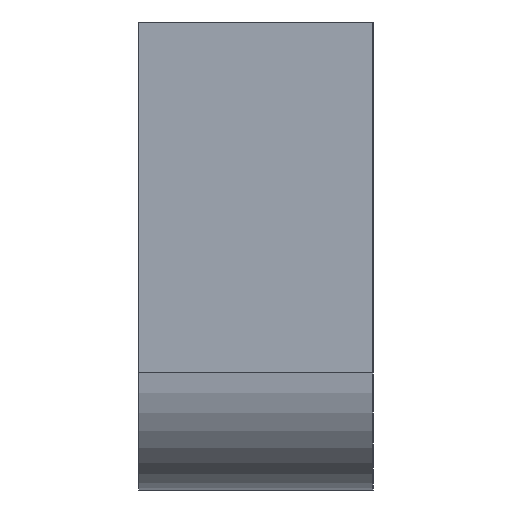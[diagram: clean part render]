
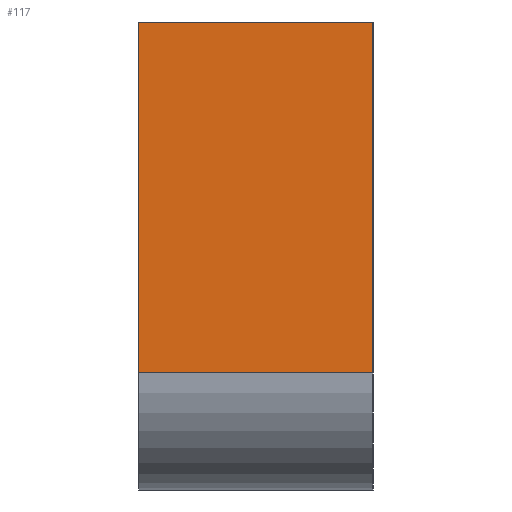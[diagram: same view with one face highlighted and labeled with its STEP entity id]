
A CAD part, left-side view. The second image highlights one B-rep face of the part: STEP entity #117.
In plain terms, the highlighted planar face has unit normal (-1, 0, 0).
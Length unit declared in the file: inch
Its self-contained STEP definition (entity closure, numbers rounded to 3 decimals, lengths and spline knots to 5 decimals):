
#24 = DIRECTION ( 'NONE',  ( 0., 0., -1. ) ) ;
#117 = ADVANCED_FACE ( 'NONE', ( #896 ), #1064, .F. ) ;
#198 = LINE ( 'NONE', #326, #1210 ) ;
#217 = ORIENTED_EDGE ( 'NONE', *, *, #1524, .T. ) ;
#258 = ORIENTED_EDGE ( 'NONE', *, *, #359, .F. ) ;
#291 = LINE ( 'NONE', #396, #592 ) ;
#326 = CARTESIAN_POINT ( 'NONE',  ( 0., 0.75, 0. ) ) ;
#354 = CARTESIAN_POINT ( 'NONE',  ( 0., 0., 0. ) ) ;
#359 = EDGE_CURVE ( 'NONE', #1167, #1047, #198, .T. ) ;
#396 = CARTESIAN_POINT ( 'NONE',  ( 0., 0.75, -1.125 ) ) ;
#573 = CARTESIAN_POINT ( 'NONE',  ( 0., 0., -1.125 ) ) ;
#592 = VECTOR ( 'NONE', #1341, 39.37008 ) ;
#609 = VECTOR ( 'NONE', #991, 39.37008 ) ;
#640 = CARTESIAN_POINT ( 'NONE',  ( 0., 0.75, -1.125 ) ) ;
#720 = EDGE_LOOP ( 'NONE', ( #258, #930, #217, #873 ) ) ;
#756 = LINE ( 'NONE', #864, #609 ) ;
#801 = AXIS2_PLACEMENT_3D ( 'NONE', #963, #1421, #24 ) ;
#802 = VERTEX_POINT ( 'NONE', #1110 ) ;
#844 = DIRECTION ( 'NONE',  ( 0., 0., 1. ) ) ;
#846 = EDGE_CURVE ( 'NONE', #1167, #1087, #291, .T. ) ;
#864 = CARTESIAN_POINT ( 'NONE',  ( 0., 0.75, 0. ) ) ;
#873 = ORIENTED_EDGE ( 'NONE', *, *, #919, .F. ) ;
#896 = FACE_OUTER_BOUND ( 'NONE', #720, .T. ) ;
#913 = VECTOR ( 'NONE', #844, 39.37008 ) ;
#919 = EDGE_CURVE ( 'NONE', #1047, #802, #756, .T. ) ;
#930 = ORIENTED_EDGE ( 'NONE', *, *, #846, .T. ) ;
#963 = CARTESIAN_POINT ( 'NONE',  ( 0., 0.75, 0. ) ) ;
#991 = DIRECTION ( 'NONE',  ( 0., -1., 0. ) ) ;
#1047 = VERTEX_POINT ( 'NONE', #1244 ) ;
#1064 = PLANE ( 'NONE',  #801 ) ;
#1087 = VERTEX_POINT ( 'NONE', #573 ) ;
#1110 = CARTESIAN_POINT ( 'NONE',  ( 0., 0., 0. ) ) ;
#1167 = VERTEX_POINT ( 'NONE', #640 ) ;
#1210 = VECTOR ( 'NONE', #1512, 39.37008 ) ;
#1244 = CARTESIAN_POINT ( 'NONE',  ( 0., 0.75, 0. ) ) ;
#1265 = LINE ( 'NONE', #354, #913 ) ;
#1341 = DIRECTION ( 'NONE',  ( 0., -1., 0. ) ) ;
#1421 = DIRECTION ( 'NONE',  ( 1., 0., 0. ) ) ;
#1512 = DIRECTION ( 'NONE',  ( 0., 0., 1. ) ) ;
#1524 = EDGE_CURVE ( 'NONE', #1087, #802, #1265, .T. ) ;
